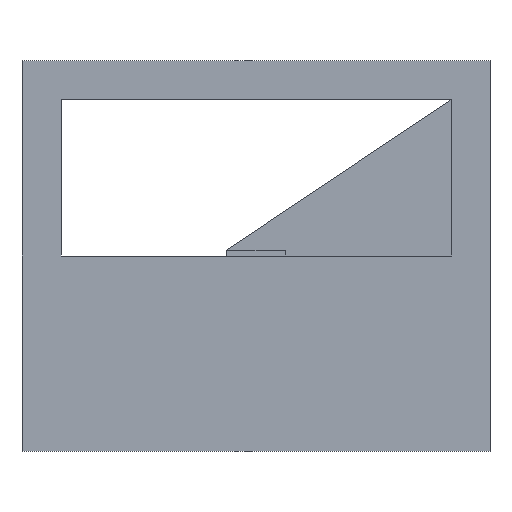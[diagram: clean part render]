
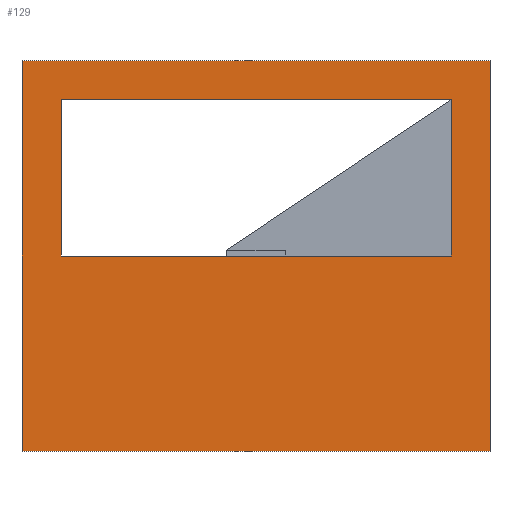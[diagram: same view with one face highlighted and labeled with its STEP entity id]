
A CAD part, front view. The second image highlights one B-rep face of the part: STEP entity #129.
In plain terms, the highlighted free-form (B-spline) face has degree [1, 1] with [2, 2] control points.
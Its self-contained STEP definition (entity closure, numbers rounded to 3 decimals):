
#21 = EDGE_CURVE('',#22,#24,#26,.T.);
#22 = VERTEX_POINT('',#23);
#23 = CARTESIAN_POINT('',(0.,-26.11,0.));
#24 = VERTEX_POINT('',#25);
#25 = CARTESIAN_POINT('',(1044.417,-26.11,0.));
#26 = B_SPLINE_CURVE_WITH_KNOTS('',1,(#27,#28),.UNSPECIFIED.,.F.,.F.,(2,
    2),(0.,1200.),.PIECEWISE_BEZIER_KNOTS.);
#27 = CARTESIAN_POINT('',(0.,-26.11,0.));
#28 = CARTESIAN_POINT('',(1044.417,-26.11,0.));
#57 = EDGE_CURVE('',#24,#58,#60,.T.);
#58 = VERTEX_POINT('',#59);
#59 = CARTESIAN_POINT('',(1044.417,-26.11,
    -870.347));
#60 = B_SPLINE_CURVE_WITH_KNOTS('',1,(#61,#62),.UNSPECIFIED.,.F.,.F.,(2,
    2),(0.,1000.),.PIECEWISE_BEZIER_KNOTS.);
#61 = CARTESIAN_POINT('',(1044.417,-26.11,0.));
#62 = CARTESIAN_POINT('',(1044.417,-26.11,
    -870.347));
#85 = EDGE_CURVE('',#58,#86,#88,.T.);
#86 = VERTEX_POINT('',#87);
#87 = CARTESIAN_POINT('',(0.,-26.11,-870.347));
#88 = B_SPLINE_CURVE_WITH_KNOTS('',1,(#89,#90),.UNSPECIFIED.,.F.,.F.,(2,
    2),(0.,1200.),.PIECEWISE_BEZIER_KNOTS.);
#89 = CARTESIAN_POINT('',(1044.417,-26.11,
    -870.347));
#90 = CARTESIAN_POINT('',(0.,-26.11,-870.347));
#113 = EDGE_CURVE('',#86,#22,#114,.T.);
#114 = B_SPLINE_CURVE_WITH_KNOTS('',1,(#115,#116),.UNSPECIFIED.,.F.,.F.,
  (2,2),(0.,1000.),.PIECEWISE_BEZIER_KNOTS.);
#115 = CARTESIAN_POINT('',(0.,-26.11,-870.347));
#116 = CARTESIAN_POINT('',(0.,-26.11,0.));
#129 = ADVANCED_FACE('',(#130,#136),#166,.F.);
#130 = FACE_BOUND('',#131,.T.);
#131 = EDGE_LOOP('',(#132,#133,#134,#135));
#132 = ORIENTED_EDGE('',*,*,#113,.F.);
#133 = ORIENTED_EDGE('',*,*,#85,.F.);
#134 = ORIENTED_EDGE('',*,*,#57,.F.);
#135 = ORIENTED_EDGE('',*,*,#21,.F.);
#136 = FACE_BOUND('',#137,.F.);
#137 = EDGE_LOOP('',(#138,#147,#154,#161));
#138 = ORIENTED_EDGE('',*,*,#139,.F.);
#139 = EDGE_CURVE('',#140,#142,#144,.T.);
#140 = VERTEX_POINT('',#141);
#141 = CARTESIAN_POINT('',(87.035,-26.111,
    -435.174));
#142 = VERTEX_POINT('',#143);
#143 = CARTESIAN_POINT('',(87.035,-26.111,
    -87.035));
#144 = B_SPLINE_CURVE_WITH_KNOTS('',1,(#145,#146),.UNSPECIFIED.,.F.,.F.,
  (2,2),(0.,400.),.PIECEWISE_BEZIER_KNOTS.);
#145 = CARTESIAN_POINT('',(87.035,-26.111,
    -435.174));
#146 = CARTESIAN_POINT('',(87.035,-26.111,
    -87.035));
#147 = ORIENTED_EDGE('',*,*,#148,.F.);
#148 = EDGE_CURVE('',#149,#140,#151,.T.);
#149 = VERTEX_POINT('',#150);
#150 = CARTESIAN_POINT('',(957.382,-26.111,
    -435.174));
#151 = B_SPLINE_CURVE_WITH_KNOTS('',1,(#152,#153),.UNSPECIFIED.,.F.,.F.,
  (2,2),(0.,1000.),.PIECEWISE_BEZIER_KNOTS.);
#152 = CARTESIAN_POINT('',(957.382,-26.111,
    -435.174));
#153 = CARTESIAN_POINT('',(87.035,-26.111,
    -435.174));
#154 = ORIENTED_EDGE('',*,*,#155,.F.);
#155 = EDGE_CURVE('',#156,#149,#158,.T.);
#156 = VERTEX_POINT('',#157);
#157 = CARTESIAN_POINT('',(957.382,-26.111,
    -87.035));
#158 = B_SPLINE_CURVE_WITH_KNOTS('',1,(#159,#160),.UNSPECIFIED.,.F.,.F.,
  (2,2),(0.,400.),.PIECEWISE_BEZIER_KNOTS.);
#159 = CARTESIAN_POINT('',(957.382,-26.111,
    -87.035));
#160 = CARTESIAN_POINT('',(957.382,-26.111,
    -435.174));
#161 = ORIENTED_EDGE('',*,*,#162,.F.);
#162 = EDGE_CURVE('',#142,#156,#163,.T.);
#163 = B_SPLINE_CURVE_WITH_KNOTS('',1,(#164,#165),.UNSPECIFIED.,.F.,.F.,
  (2,2),(0.,1000.),.PIECEWISE_BEZIER_KNOTS.);
#164 = CARTESIAN_POINT('',(87.035,-26.111,
    -87.035));
#165 = CARTESIAN_POINT('',(957.382,-26.111,
    -87.035));
#166 = B_SPLINE_SURFACE_WITH_KNOTS('',1,1,(
    (#167,#168)
    ,(#169,#170
    )),.UNSPECIFIED.,.F.,.F.,.F.,(2,2),(2,2),(-1000.,0.),(0.,1200.),
  .PIECEWISE_BEZIER_KNOTS.);
#167 = CARTESIAN_POINT('',(0.,-26.11,-870.347));
#168 = CARTESIAN_POINT('',(1044.417,-26.11,
    -870.347));
#169 = CARTESIAN_POINT('',(0.,-26.11,0.));
#170 = CARTESIAN_POINT('',(1044.417,-26.11,0.));
